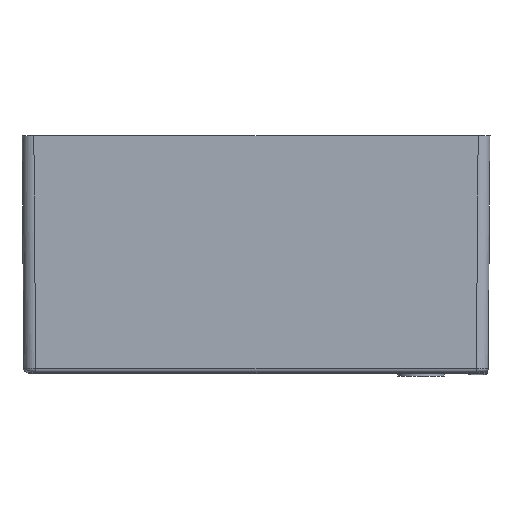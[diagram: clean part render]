
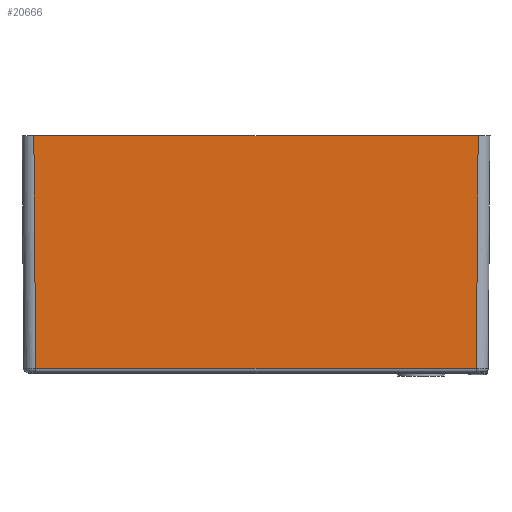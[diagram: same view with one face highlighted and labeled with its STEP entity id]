
A CAD part, front view. The second image highlights one B-rep face of the part: STEP entity #20666.
In plain terms, the highlighted planar face has unit normal (0, -1, -0.008).
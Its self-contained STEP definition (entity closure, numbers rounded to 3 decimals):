
#7912=DIRECTION('',(-0.008,-0.008,1.));
#7913=VECTOR('',#7912,157.015);
#7914=CARTESIAN_POINT('',(-103.824,-101.023,
2.976));
#7915=LINE('',#7914,#7913);
#7916=DIRECTION('',(1.,0.,0.));
#7917=VECTOR('',#7916,53.065);
#7918=CARTESIAN_POINT('',(-105.057,-102.257,
159.982));
#7919=LINE('',#7918,#7917);
#7920=DIRECTION('',(1.,0.,0.));
#7921=VECTOR('',#7920,193.259);
#7922=CARTESIAN_POINT('',(-51.629,-102.257,
160.));
#7923=LINE('',#7922,#7921);
#7924=DIRECTION('',(-1.,0.,0.));
#7925=VECTOR('',#7924,53.065);
#7926=CARTESIAN_POINT('',(195.057,-102.257,159.982));
#7927=LINE('',#7926,#7925);
#7928=DIRECTION('',(0.008,-0.008,1.));
#7929=VECTOR('',#7928,157.015);
#7930=CARTESIAN_POINT('',(193.824,-101.023,2.976));
#7931=LINE('',#7930,#7929);
#7932=DIRECTION('',(1.,0.,0.));
#7933=VECTOR('',#7932,297.647);
#7934=CARTESIAN_POINT('',(-103.824,-101.023,
2.976));
#7935=LINE('',#7934,#7933);
#8003=CARTESIAN_POINT('',(-51.629,-102.257,
160.));
#8005=CARTESIAN_POINT('',(-51.629,-102.257,
160.));
#8006=CARTESIAN_POINT('',(-51.652,-102.257,
160.));
#8007=CARTESIAN_POINT('',(-51.699,-102.257,
159.998));
#8008=CARTESIAN_POINT('',(-51.755,-102.257,
159.995));
#8009=CARTESIAN_POINT('',(-51.807,-102.257,
159.991));
#8010=CARTESIAN_POINT('',(-51.853,-102.257,
159.987));
#8011=CARTESIAN_POINT('',(-51.893,-102.257,
159.985));
#8012=CARTESIAN_POINT('',(-51.929,-102.257,
159.983));
#8013=CARTESIAN_POINT('',(-51.961,-102.257,
159.982));
#8014=CARTESIAN_POINT('',(-51.982,-102.257,
159.982));
#8015=CARTESIAN_POINT('',(-51.991,-102.257,
159.982));
#8030=CARTESIAN_POINT('',(141.629,-102.257,160.));
#8037=CARTESIAN_POINT('',(141.629,-102.257,160.));
#8038=CARTESIAN_POINT('',(141.652,-102.257,160.));
#8039=CARTESIAN_POINT('',(141.699,-102.257,159.998));
#8040=CARTESIAN_POINT('',(141.755,-102.257,159.995));
#8041=CARTESIAN_POINT('',(141.807,-102.257,159.991));
#8042=CARTESIAN_POINT('',(141.853,-102.257,159.987));
#8043=CARTESIAN_POINT('',(141.893,-102.257,159.985));
#8044=CARTESIAN_POINT('',(141.929,-102.257,159.983));
#8045=CARTESIAN_POINT('',(141.961,-102.257,159.982));
#8046=CARTESIAN_POINT('',(141.982,-102.257,159.982));
#8047=CARTESIAN_POINT('',(141.991,-102.257,159.982));
#16841=CARTESIAN_POINT('',(195.057,-102.257,
159.982));
#16842=CARTESIAN_POINT('',(141.991,-102.257,
159.982));
#16843=VERTEX_POINT('',#16841);
#16844=VERTEX_POINT('',#16842);
#16845=CARTESIAN_POINT('',(193.824,-101.023,
2.976));
#16846=VERTEX_POINT('',#16845);
#16981=VERTEX_POINT('',#8030);
#17271=CARTESIAN_POINT('',(-105.057,-102.257,
159.982));
#17272=CARTESIAN_POINT('',(-51.991,-102.257,
159.982));
#17273=VERTEX_POINT('',#17271);
#17274=VERTEX_POINT('',#17272);
#17275=CARTESIAN_POINT('',(-103.824,-101.023,
2.976));
#17276=VERTEX_POINT('',#17275);
#17399=VERTEX_POINT('',#8003);
#20645=CARTESIAN_POINT('',(123.4,-101.,0.));
#20646=DIRECTION('',(0.,1.,0.008));
#20647=DIRECTION('',(-1.,0.,0.));
#20648=AXIS2_PLACEMENT_3D('',#20645,#20646,#20647);
#20649=PLANE('',#20648);
#20651=ORIENTED_EDGE('',*,*,#20650,.F.);
#20653=ORIENTED_EDGE('',*,*,#20652,.T.);
#20655=ORIENTED_EDGE('',*,*,#20654,.T.);
#20657=ORIENTED_EDGE('',*,*,#20656,.F.);
#20658=ORIENTED_EDGE('',*,*,#19637,.T.);
#20660=ORIENTED_EDGE('',*,*,#20659,.T.);
#20662=ORIENTED_EDGE('',*,*,#20661,.F.);
#20663=ORIENTED_EDGE('',*,*,#20634,.F.);
#20664=EDGE_LOOP('',(#20651,#20653,#20655,#20657,#20658,#20660,#20662,#20663));
#20665=FACE_OUTER_BOUND('',#20664,.F.);
#20666=ADVANCED_FACE('',(#20665),#20649,.F.);
#8016=B_SPLINE_CURVE_WITH_KNOTS('',3,(#8005,#8006,#8007,#8008,#8009,#8010,#8011,
#8012,#8013,#8014,#8015),.UNSPECIFIED.,.F.,.F.,(4,1,1,1,1,1,1,1,4),(0.,
0.125,0.25,0.375,0.5,0.625,0.75,0.875,1.),.UNSPECIFIED.);
#8048=B_SPLINE_CURVE_WITH_KNOTS('',3,(#8037,#8038,#8039,#8040,#8041,#8042,#8043,
#8044,#8045,#8046,#8047),.UNSPECIFIED.,.F.,.F.,(4,1,1,1,1,1,1,1,4),(0.,
0.125,0.25,0.375,0.5,0.625,0.75,0.875,1.),.UNSPECIFIED.);
#19637=EDGE_CURVE('',#17399,#16981,#7923,.T.);
#20634=EDGE_CURVE('',#16846,#16843,#7931,.T.);
#20650=EDGE_CURVE('',#17276,#16846,#7935,.T.);
#20652=EDGE_CURVE('',#17276,#17273,#7915,.T.);
#20654=EDGE_CURVE('',#17273,#17274,#7919,.T.);
#20656=EDGE_CURVE('',#17399,#17274,#8016,.T.);
#20659=EDGE_CURVE('',#16981,#16844,#8048,.T.);
#20661=EDGE_CURVE('',#16843,#16844,#7927,.T.);
